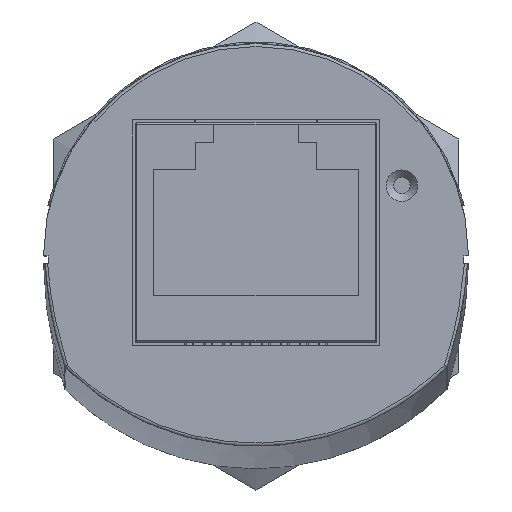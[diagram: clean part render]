
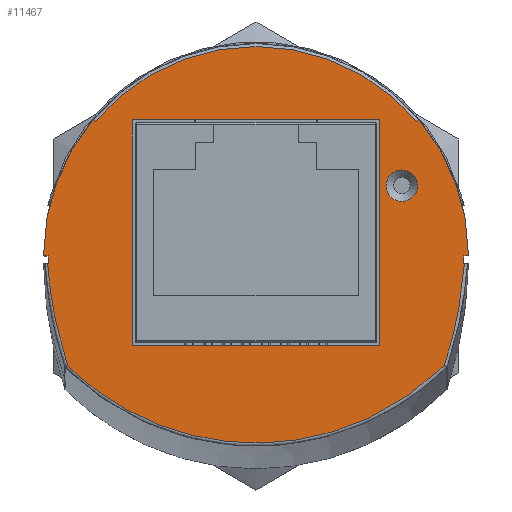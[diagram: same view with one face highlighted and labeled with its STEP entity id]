
A CAD part, left-side view. The second image highlights one B-rep face of the part: STEP entity #11467.
In plain terms, the highlighted planar face has unit normal (-1, 0, 0).
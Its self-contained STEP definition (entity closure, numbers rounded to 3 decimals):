
#3301=CARTESIAN_POINT('',(-66.5,10.686,8.967));
#3302=VERTEX_POINT('',#3301);
#3312=CARTESIAN_POINT('',(-66.5,-10.686,8.967));
#3313=VERTEX_POINT('',#3312);
#3314=CARTESIAN_POINT('',(-66.5,0.,0.));
#3315=DIRECTION('',(1.0,0.0,0.0));
#3316=DIRECTION('',(0.0,0.0,1.0));
#3317=AXIS2_PLACEMENT_3D('',#3314,#3315,#3316);
#3318=CIRCLE('',#3317,13.95);
#3319=EDGE_CURVE('',#3302,#3313,#3318,.T.);
#3356=CARTESIAN_POINT('',(-66.5,-12.543,-7.283));
#3357=VERTEX_POINT('',#3356);
#3398=CARTESIAN_POINT('',(-66.5,-13.879,-0.5));
#3399=VERTEX_POINT('',#3398);
#3417=CARTESIAN_POINT('',(-66.5,40.857,6.759));
#3418=DIRECTION('',(1.0,0.,0.));
#3419=DIRECTION('',(0.,0.981,0.193));
#3420=AXIS2_PLACEMENT_3D('',#3417,#3418,#3419);
#3421=ELLIPSE('',#3420,55.321,39.377);
#3422=EDGE_CURVE('',#3399,#3357,#3421,.T.);
#3486=CARTESIAN_POINT('',(-66.5,12.543,-7.283));
#3487=VERTEX_POINT('',#3486);
#3559=CARTESIAN_POINT('',(-66.5,-12.543,-7.283));
#3560=CARTESIAN_POINT('',(-66.5,-10.674,-9.141));
#3561=CARTESIAN_POINT('',(-66.5,-6.044,-12.038));
#3562=CARTESIAN_POINT('',(-66.5,0.693,-12.793));
#3563=CARTESIAN_POINT('',(-66.5,5.906,-11.604));
#3564=CARTESIAN_POINT('',(-66.5,9.506,-9.88));
#3565=CARTESIAN_POINT('',(-66.5,11.609,-8.212));
#3566=CARTESIAN_POINT('',(-66.5,12.543,-7.283));
#3567=B_SPLINE_CURVE_WITH_KNOTS('',3,(#3559,#3560,#3561,#3562,#3563,#3564,#3565,#3566),.UNSPECIFIED.,.F.,.U.,(4,1,1,1,1,4),(0.239,1.03,1.82,2.215,2.611,3.006),.UNSPECIFIED.);
#3568=EDGE_CURVE('',#3357,#3487,#3567,.T.);
#3594=CARTESIAN_POINT('',(-66.5,13.879,-0.5));
#3595=VERTEX_POINT('',#3594);
#3623=CARTESIAN_POINT('',(-66.5,-40.857,6.759));
#3624=DIRECTION('',(1.0,0.,0.));
#3625=DIRECTION('',(0.,0.981,-0.193));
#3626=AXIS2_PLACEMENT_3D('',#3623,#3624,#3625);
#3627=ELLIPSE('',#3626,55.321,39.377);
#3628=EDGE_CURVE('',#3487,#3595,#3627,.T.);
#3938=CARTESIAN_POINT('',(-66.5,-13.846,-0.5));
#3939=VERTEX_POINT('',#3938);
#3946=CARTESIAN_POINT('',(-66.5,-13.879,-0.5));
#3947=DIRECTION('',(0.0,1.0,0.0));
#3948=VECTOR('',#3947,0.033);
#3949=LINE('',#3946,#3948);
#3950=EDGE_CURVE('',#3399,#3939,#3949,.T.);
#5128=CARTESIAN_POINT('',(-66.5,13.846,-0.5));
#5129=VERTEX_POINT('',#5128);
#5130=CARTESIAN_POINT('',(-66.5,13.846,-0.5));
#5131=DIRECTION('',(0.0,1.0,0.0));
#5132=VECTOR('',#5131,0.033);
#5133=LINE('',#5130,#5132);
#5134=EDGE_CURVE('',#5129,#3595,#5133,.T.);
#5166=CARTESIAN_POINT('',(-66.5,13.846,0.));
#5167=VERTEX_POINT('',#5166);
#5168=CARTESIAN_POINT('',(-66.5,13.846,0.));
#5169=DIRECTION('',(0.0,0.0,-1.0));
#5170=VECTOR('',#5169,0.5);
#5171=LINE('',#5168,#5170);
#5172=EDGE_CURVE('',#5167,#5129,#5171,.T.);
#5359=CARTESIAN_POINT('',(-66.5,-13.846,0.));
#5360=VERTEX_POINT('',#5359);
#5361=CARTESIAN_POINT('',(-66.5,-13.846,-0.5));
#5362=DIRECTION('',(0.0,0.0,1.0));
#5363=VECTOR('',#5362,0.5);
#5364=LINE('',#5361,#5363);
#5365=EDGE_CURVE('',#3939,#5360,#5364,.T.);
#5516=CARTESIAN_POINT('',(-66.5,-10.763,4.683));
#5517=VERTEX_POINT('',#5516);
#5518=CARTESIAN_POINT('',(-66.5,-9.713,4.683));
#5519=DIRECTION('',(-1.0,0.0,0.0));
#5520=DIRECTION('',(0.0,1.0,0.0));
#5521=AXIS2_PLACEMENT_3D('',#5518,#5519,#5520);
#5522=CIRCLE('',#5521,1.05);
#5523=EDGE_CURVE('',#5517,#5517,#5522,.T.);
#5545=CARTESIAN_POINT('',(-66.5,-8.246,-5.943));
#5546=VERTEX_POINT('',#5545);
#5553=CARTESIAN_POINT('',(-66.5,-8.246,9.057));
#5554=VERTEX_POINT('',#5553);
#5555=CARTESIAN_POINT('',(-66.5,-8.246,9.057));
#5556=DIRECTION('',(0.0,0.0,-1.0));
#5557=VECTOR('',#5556,15.);
#5558=LINE('',#5555,#5557);
#5559=EDGE_CURVE('',#5554,#5546,#5558,.T.);
#5582=CARTESIAN_POINT('',(-66.5,8.254,9.057));
#5583=VERTEX_POINT('',#5582);
#5584=CARTESIAN_POINT('',(-66.5,8.254,9.057));
#5585=DIRECTION('',(0.0,-1.0,0.0));
#5586=VECTOR('',#5585,16.5);
#5587=LINE('',#5584,#5586);
#5588=EDGE_CURVE('',#5583,#5554,#5587,.T.);
#5606=CARTESIAN_POINT('',(-66.5,8.254,-5.943));
#5607=VERTEX_POINT('',#5606);
#5608=CARTESIAN_POINT('',(-66.5,8.254,-5.943));
#5609=DIRECTION('',(0.0,0.0,1.0));
#5610=VECTOR('',#5609,15.);
#5611=LINE('',#5608,#5610);
#5612=EDGE_CURVE('',#5607,#5583,#5611,.T.);
#5630=CARTESIAN_POINT('',(-66.5,-8.246,-5.943));
#5631=DIRECTION('',(0.0,1.0,0.0));
#5632=VECTOR('',#5631,16.5);
#5633=LINE('',#5630,#5632);
#5634=EDGE_CURVE('',#5546,#5607,#5633,.T.);
#5724=CARTESIAN_POINT('',(-66.5,-10.84,9.095));
#5725=VERTEX_POINT('',#5724);
#5726=CARTESIAN_POINT('',(-66.5,-10.84,9.095));
#5727=DIRECTION('',(0.0,0.766,-0.643));
#5728=VECTOR('',#5727,0.2);
#5729=LINE('',#5726,#5728);
#5730=EDGE_CURVE('',#5725,#3313,#5729,.T.);
#5887=CARTESIAN_POINT('',(-66.5,-14.15,0.));
#5888=VERTEX_POINT('',#5887);
#5895=CARTESIAN_POINT('',(-66.5,-13.846,0.));
#5896=DIRECTION('',(0.0,-1.0,0.0));
#5897=VECTOR('',#5896,0.304);
#5898=LINE('',#5895,#5897);
#5899=EDGE_CURVE('',#5360,#5888,#5898,.T.);
#11401=CARTESIAN_POINT('',(-66.5,10.84,9.095));
#11402=VERTEX_POINT('',#11401);
#11409=CARTESIAN_POINT('',(-66.5,10.686,8.967));
#11410=DIRECTION('',(0.0,0.766,0.643));
#11411=VECTOR('',#11410,0.2);
#11412=LINE('',#11409,#11411);
#11413=EDGE_CURVE('',#3302,#11402,#11412,.T.);
#11418=CARTESIAN_POINT('',(-66.5,-7.546,1.549));
#11419=DIRECTION('',(1.0,0.0,0.0));
#11420=DIRECTION('',(0.0,0.0,-1.0));
#11421=AXIS2_PLACEMENT_3D('',#11418,#11419,#11420);
#11422=PLANE('',#11421);
#11423=ORIENTED_EDGE('',*,*,#11413,.T.);
#11424=CARTESIAN_POINT('',(-66.5,14.15,0.));
#11425=VERTEX_POINT('',#11424);
#11426=CARTESIAN_POINT('',(-66.5,0.,0.));
#11427=DIRECTION('',(-1.0,0.0,0.0));
#11428=DIRECTION('',(0.0,0.0,-1.0));
#11429=AXIS2_PLACEMENT_3D('',#11426,#11427,#11428);
#11430=CIRCLE('',#11429,14.15);
#11431=EDGE_CURVE('',#11402,#11425,#11430,.T.);
#11432=ORIENTED_EDGE('',*,*,#11431,.T.);
#11433=CARTESIAN_POINT('',(-66.5,13.846,0.));
#11434=DIRECTION('',(0.0,1.0,0.0));
#11435=VECTOR('',#11434,0.304);
#11436=LINE('',#11433,#11435);
#11437=EDGE_CURVE('',#5167,#11425,#11436,.T.);
#11438=ORIENTED_EDGE('',*,*,#11437,.F.);
#11439=ORIENTED_EDGE('',*,*,#5172,.T.);
#11440=ORIENTED_EDGE('',*,*,#5134,.T.);
#11441=ORIENTED_EDGE('',*,*,#3628,.F.);
#11442=ORIENTED_EDGE('',*,*,#3568,.F.);
#11443=ORIENTED_EDGE('',*,*,#3422,.F.);
#11444=ORIENTED_EDGE('',*,*,#3950,.T.);
#11445=ORIENTED_EDGE('',*,*,#5365,.T.);
#11446=ORIENTED_EDGE('',*,*,#5899,.T.);
#11447=CARTESIAN_POINT('',(-66.5,0.,0.));
#11448=DIRECTION('',(-1.0,0.0,0.0));
#11449=DIRECTION('',(0.0,0.0,-1.0));
#11450=AXIS2_PLACEMENT_3D('',#11447,#11448,#11449);
#11451=CIRCLE('',#11450,14.15);
#11452=EDGE_CURVE('',#5888,#5725,#11451,.T.);
#11453=ORIENTED_EDGE('',*,*,#11452,.T.);
#11454=ORIENTED_EDGE('',*,*,#5730,.T.);
#11455=ORIENTED_EDGE('',*,*,#3319,.F.);
#11456=EDGE_LOOP('',(#11423,#11432,#11438,#11439,#11440,#11441,#11442,#11443,#11444,#11445,#11446,#11453,#11454,#11455));
#11457=FACE_OUTER_BOUND('',#11456,.T.);
#11458=ORIENTED_EDGE('',*,*,#5523,.F.);
#11459=EDGE_LOOP('',(#11458));
#11460=FACE_BOUND('',#11459,.T.);
#11461=ORIENTED_EDGE('',*,*,#5612,.T.);
#11462=ORIENTED_EDGE('',*,*,#5588,.T.);
#11463=ORIENTED_EDGE('',*,*,#5559,.T.);
#11464=ORIENTED_EDGE('',*,*,#5634,.T.);
#11465=EDGE_LOOP('',(#11461,#11462,#11463,#11464));
#11466=FACE_BOUND('',#11465,.T.);
#11467=ADVANCED_FACE('',(#11457,#11460,#11466),#11422,.F.);
